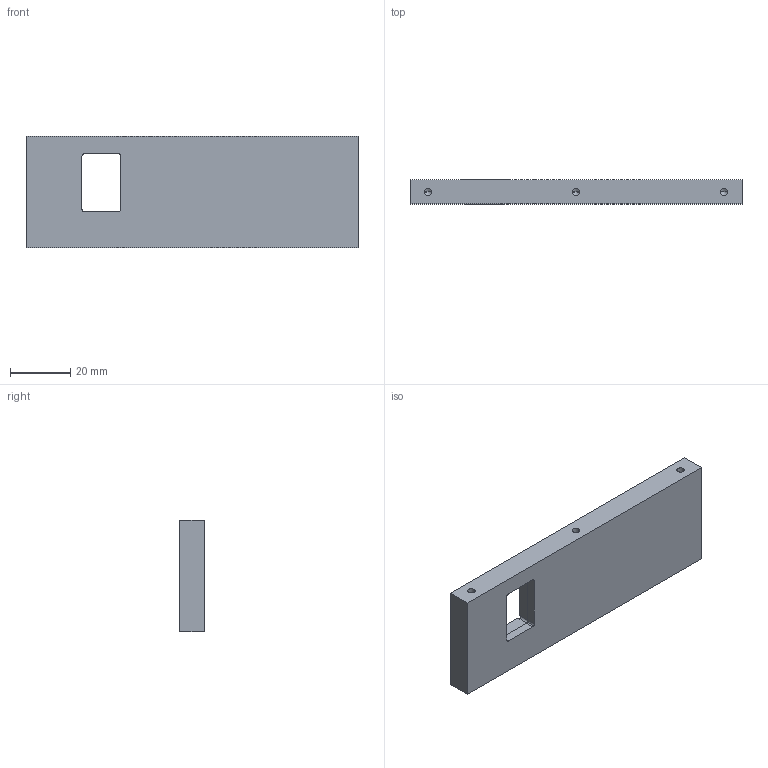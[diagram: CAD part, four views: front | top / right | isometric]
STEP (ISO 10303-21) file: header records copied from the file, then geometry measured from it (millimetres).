
FILE_DESCRIPTION (( 'STEP AP214' ), '1' );
FILE_NAME ('side.STEP', '2024-08-01T09:15:30', ( '' ), ( '' ), 'SwSTEP 2.0', 'SolidWorks 2024', '' );
FILE_SCHEMA (( 'AUTOMOTIVE_DESIGN' ));
Length unit declared in the file: millimetre
Products named in the file (1): side
Bounding box: 110 x 8 x 37 mm (x, y, z)
Volume: 29974.4 mm3; surface area: 10983.1 mm2
Topology: 1 solids, 1 shells, 53 faces, 138 edges, 82 vertices
Faces by surface type: cylinder 26, plane 15, cone 12
Entity records: 1571 total; most frequent: DIRECTION 286, CARTESIAN_POINT 262, ORIENTED_EDGE 252, EDGE_CURVE 126, AXIS2_PLACEMENT_3D 106, VERTEX_POINT 82, LINE 74, VECTOR 74
